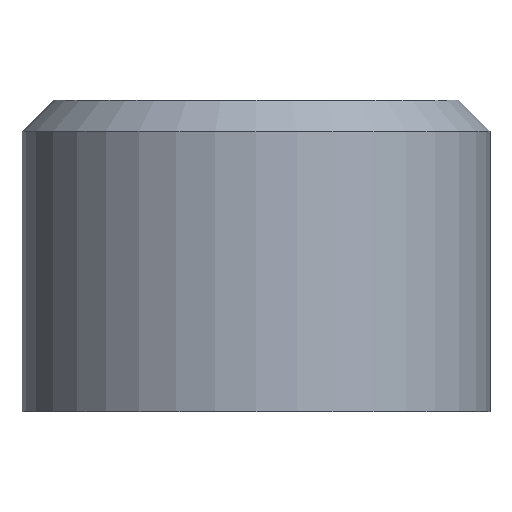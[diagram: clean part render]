
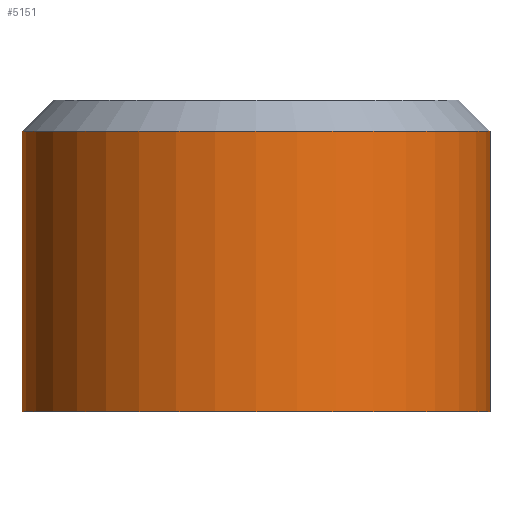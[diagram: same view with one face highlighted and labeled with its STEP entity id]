
A CAD part, front view. The second image highlights one B-rep face of the part: STEP entity #5151.
In plain terms, the highlighted cylindrical face has radius 6 mm (diameter 12 mm), a partial arc.
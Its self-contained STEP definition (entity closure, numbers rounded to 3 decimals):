
#17 = EDGE_CURVE ( 'NONE', #2105, #4918, #2232, .T. ) ;
#134 = ORIENTED_EDGE ( 'NONE', *, *, #4088, .T. ) ;
#377 = VERTEX_POINT ( 'NONE', #2250 ) ;
#493 = VECTOR ( 'NONE', #2118, 1000. ) ;
#824 = ORIENTED_EDGE ( 'NONE', *, *, #17, .F. ) ;
#884 = ORIENTED_EDGE ( 'NONE', *, *, #1921, .T. ) ;
#1006 = ORIENTED_EDGE ( 'NONE', *, *, #1051, .T. ) ;
#1051 = EDGE_CURVE ( 'NONE', #377, #4246, #2057, .T. ) ;
#1137 = CARTESIAN_POINT ( 'NONE',  ( 0., 0., 4. ) ) ;
#1177 = CARTESIAN_POINT ( 'NONE',  ( 6., 0., -4. ) ) ;
#1207 = DIRECTION ( 'NONE',  ( -1., 0., 0. ) ) ;
#1558 = VECTOR ( 'NONE', #1585, 1000. ) ;
#1585 = DIRECTION ( 'NONE',  ( 0., 0., -1. ) ) ;
#1712 = DIRECTION ( 'NONE',  ( 1., 0., 0. ) ) ;
#1879 = EDGE_LOOP ( 'NONE', ( #824, #884, #1006, #134 ) ) ;
#1921 = EDGE_CURVE ( 'NONE', #2105, #377, #2977, .T. ) ;
#1939 = CIRCLE ( 'NONE', #1949, 6. ) ;
#1949 = AXIS2_PLACEMENT_3D ( 'NONE', #4506, #2501, #1712 ) ;
#2021 = CARTESIAN_POINT ( 'NONE',  ( -6., 0., 4. ) ) ;
#2057 = LINE ( 'NONE', #2021, #1558 ) ;
#2105 = VERTEX_POINT ( 'NONE', #2687 ) ;
#2118 = DIRECTION ( 'NONE',  ( 0., 0., -1. ) ) ;
#2232 = LINE ( 'NONE', #4578, #493 ) ;
#2250 = CARTESIAN_POINT ( 'NONE',  ( -6., 0., 3.2 ) ) ;
#2501 = DIRECTION ( 'NONE',  ( 0., 0., 1. ) ) ;
#2687 = CARTESIAN_POINT ( 'NONE',  ( 6., 0., 3.2 ) ) ;
#2725 = FACE_OUTER_BOUND ( 'NONE', #1879, .T. ) ;
#2977 = CIRCLE ( 'NONE', #3072, 6. ) ;
#3039 = AXIS2_PLACEMENT_3D ( 'NONE', #1137, #3517, #1207 ) ;
#3072 = AXIS2_PLACEMENT_3D ( 'NONE', #4707, #3128, #3890 ) ;
#3128 = DIRECTION ( 'NONE',  ( 0., 0., -1. ) ) ;
#3227 = CARTESIAN_POINT ( 'NONE',  ( -6., 0., -4. ) ) ;
#3517 = DIRECTION ( 'NONE',  ( 0., 0., -1. ) ) ;
#3890 = DIRECTION ( 'NONE',  ( 1., 0., 0. ) ) ;
#4088 = EDGE_CURVE ( 'NONE', #4246, #4918, #1939, .T. ) ;
#4246 = VERTEX_POINT ( 'NONE', #3227 ) ;
#4506 = CARTESIAN_POINT ( 'NONE',  ( 0., 0., -4. ) ) ;
#4578 = CARTESIAN_POINT ( 'NONE',  ( 6., 0., 4. ) ) ;
#4681 = CYLINDRICAL_SURFACE ( 'NONE', #3039, 6. ) ;
#4707 = CARTESIAN_POINT ( 'NONE',  ( 0., 0., 3.2 ) ) ;
#4918 = VERTEX_POINT ( 'NONE', #1177 ) ;
#5151 = ADVANCED_FACE ( 'NONE', ( #2725 ), #4681, .T. ) ;
